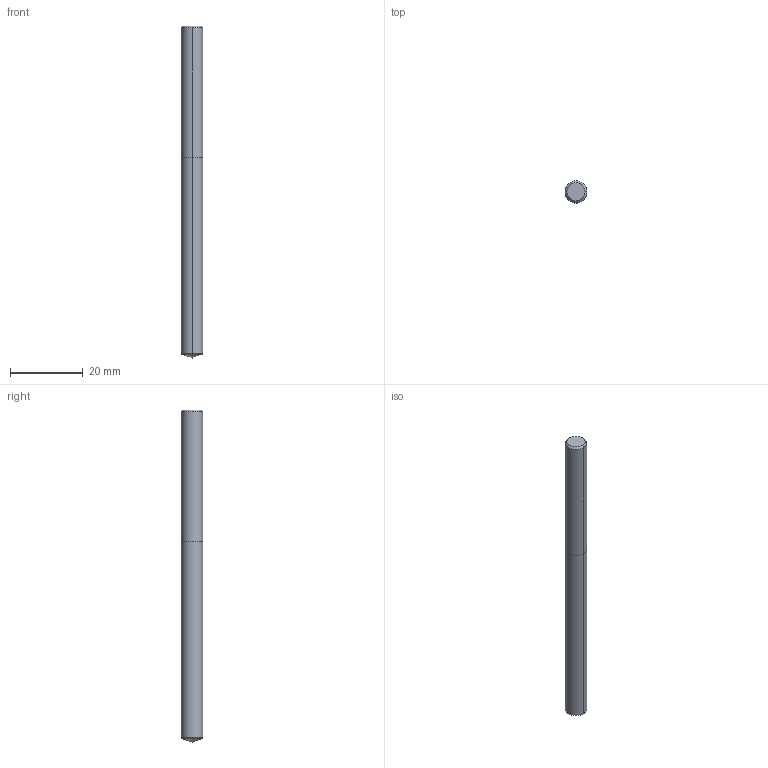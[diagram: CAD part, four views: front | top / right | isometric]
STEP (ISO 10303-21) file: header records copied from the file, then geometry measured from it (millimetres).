
FILE_DESCRIPTION((''),'2;1');
FILE_NAME('607487799-000-00-E43','2020-12-04T14:44:38',('steinhartd'),(''),'CREO PARAMETRIC BY PTC INC, 2020154','CREO PARAMETRIC BY PTC INC, 2020154','');
FILE_SCHEMA(('AP242_MANAGED_MODEL_BASED_3D_ENGINEERING_MIM_LF { 1 0 10303 442 1 1 4 }'));
Length unit declared in the file: millimetre
Products named in the file (1): 607487799-000-00-E43
Bounding box: 6 x 6 x 91 mm (x, y, z)
Volume: 2549.8 mm3; surface area: 1746.3 mm2
Topology: 1 solids, 1 shells, 15 faces, 33 edges, 21 vertices
Faces by surface type: cylinder 6, cone 6, plane 3
Entity records: 757 total; most frequent: DIRECTION 97, CARTESIAN_POINT 77, ORIENTED_EDGE 56, AXIS2_PLACEMENT_3D 39, COLOUR_RGB 36, EDGE_CURVE 28, PROPERTY_DEFINITION 28, REPRESENTATION 27
